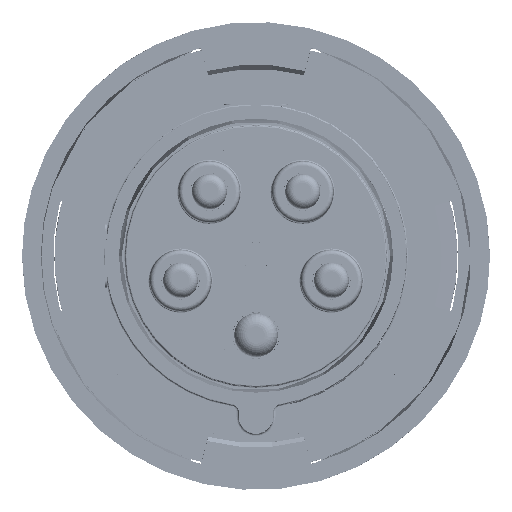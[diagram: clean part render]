
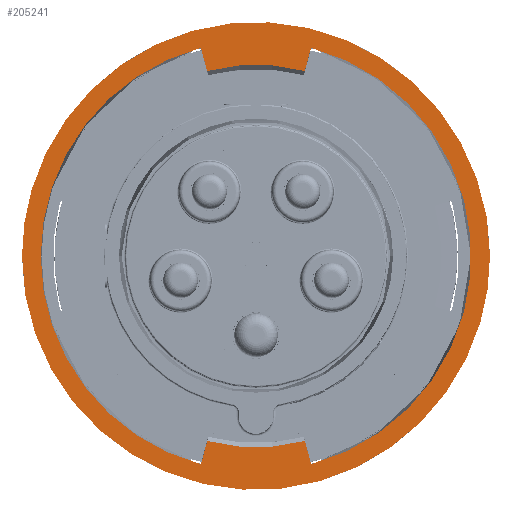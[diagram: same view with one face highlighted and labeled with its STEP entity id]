
A CAD part, top view. The second image highlights one B-rep face of the part: STEP entity #205241.
In plain terms, the highlighted planar face has unit normal (0, 0, 1).
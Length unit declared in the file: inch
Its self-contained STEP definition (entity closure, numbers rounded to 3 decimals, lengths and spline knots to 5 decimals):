
#3279 = CARTESIAN_POINT ( 'NONE',  ( 0., -2.26948, 2.60377 ) ) ;
#9370 = CARTESIAN_POINT ( 'NONE',  ( 2.11882, 0., 2.60377 ) ) ;
#10343 = EDGE_CURVE ( 'NONE', #370999, #561294, #279941, .T. ) ;
#15048 = CARTESIAN_POINT ( 'NONE',  ( 2.11882, 0.22188, 2.60377 ) ) ;
#18654 = CARTESIAN_POINT ( 'NONE',  ( 0., 0., 2.60377 ) ) ;
#21677 = PLANE ( 'NONE',  #158591 ) ;
#31545 = VERTEX_POINT ( 'NONE', #306829 ) ;
#35932 = CARTESIAN_POINT ( 'NONE',  ( 0., 0., 2.60377 ) ) ;
#38484 = DIRECTION ( 'NONE',  ( 1., 0., 0. ) ) ;
#46633 = AXIS2_PLACEMENT_3D ( 'NONE', #266027, #543875, #552854 ) ;
#48156 = VERTEX_POINT ( 'NONE', #206937 ) ;
#49146 = CARTESIAN_POINT ( 'NONE',  ( -1.79929, -1.30088, 2.60377 ) ) ;
#54884 = CARTESIAN_POINT ( 'NONE',  ( 2.06072, 0.66564, 2.60377 ) ) ;
#55224 = CARTESIAN_POINT ( 'NONE',  ( 1.13474, -1.96543, 2.60377 ) ) ;
#78562 = VERTEX_POINT ( 'NONE', #575909 ) ;
#93102 = CARTESIAN_POINT ( 'NONE',  ( 0.3975, -1.50661, 2.60377 ) ) ;
#102678 = CARTESIAN_POINT ( 'NONE',  ( -1.94953, 0., 2.60377 ) ) ;
#104667 = ORIENTED_EDGE ( 'NONE', *, *, #307735, .T. ) ;
#113029 = VERTEX_POINT ( 'NONE', #350038 ) ;
#116308 = DIRECTION ( 'NONE',  ( 1., 0., 0. ) ) ;
#123606 = CARTESIAN_POINT ( 'NONE',  ( -0.4988, 1.88464, 2.60377 ) ) ;
#124125 = DIRECTION ( 'NONE',  ( 0., 0., 1. ) ) ;
#131483 = ORIENTED_EDGE ( 'NONE', *, *, #460225, .T. ) ;
#141920 = ORIENTED_EDGE ( 'NONE', *, *, #432468, .T. ) ;
#143780 = CARTESIAN_POINT ( 'NONE',  ( 2.11882, -0.22188, 2.60377 ) ) ;
#147071 = VERTEX_POINT ( 'NONE', #509453 ) ;
#156127 = EDGE_CURVE ( 'NONE', #48156, #229368, #190219, .T. ) ;
#158591 = AXIS2_PLACEMENT_3D ( 'NONE', #247639, #302460, #116308 ) ;
#165153 = FACE_OUTER_BOUND ( 'NONE', #494458, .T. ) ;
#176357 = DIRECTION ( 'NONE',  ( 0., 0., 1. ) ) ;
#179179 = ORIENTED_EDGE ( 'NONE', *, *, #533902, .T. ) ;
#181486 = CARTESIAN_POINT ( 'NONE',  ( -0.70525, -2.60504, 2.60377 ) ) ;
#189508 = CARTESIAN_POINT ( 'NONE',  ( 1.79929, -1.30088, 2.60377 ) ) ;
#190219 = LINE ( 'NONE', #290914, #577548 ) ;
#195148 = EDGE_CURVE ( 'NONE', #533654, #147071, #408092, .T. ) ;
#199766 = VERTEX_POINT ( 'NONE', #410007 ) ;
#205241 = ADVANCED_FACE ( 'NONE', ( #253691, #165153 ), #21677, .T. ) ;
#206588 = CARTESIAN_POINT ( 'NONE',  ( -0.49783, -1.8849, 2.60377 ) ) ;
#206937 = CARTESIAN_POINT ( 'NONE',  ( -0.4416, -1.67505, 2.60377 ) ) ;
#215588 = ORIENTED_EDGE ( 'NONE', *, *, #156127, .T. ) ;
#227393 = LINE ( 'NONE', #93102, #312344 ) ;
#229368 = VERTEX_POINT ( 'NONE', #206588 ) ;
#233278 = DIRECTION ( 'NONE',  ( 0.259, 0.966, 0. ) ) ;
#241247 = CARTESIAN_POINT ( 'NONE',  ( 0.44257, -1.67479, 2.60377 ) ) ;
#241333 = CARTESIAN_POINT ( 'NONE',  ( 2.06072, -0.66564, 2.60377 ) ) ;
#245952 = CARTESIAN_POINT ( 'NONE',  ( 0.40906, -1.50352, 2.60377 ) ) ;
#247639 = CARTESIAN_POINT ( 'NONE',  ( -2.20357, -2.20357, 2.60377 ) ) ;
#253691 = FACE_BOUND ( 'NONE', #381694, .T. ) ;
#266027 = CARTESIAN_POINT ( 'NONE',  ( 0., 0., 2.60377 ) ) ;
#279941 = CIRCLE ( 'NONE', #523584, 1.94953 ) ;
#283815 = CARTESIAN_POINT ( 'NONE',  ( 1.13474, 1.96543, 2.60377 ) ) ;
#286832 = CARTESIAN_POINT ( 'NONE',  ( -2.06072, 0.66564, 2.60377 ) ) ;
#289871 = CARTESIAN_POINT ( 'NONE',  ( -2.11882, 0.22188, 2.60377 ) ) ;
#290914 = CARTESIAN_POINT ( 'NONE',  ( -0.69176, -2.60866, 2.60377 ) ) ;
#292854 = CARTESIAN_POINT ( 'NONE',  ( -2.11882, 0., 2.60377 ) ) ;
#302460 = DIRECTION ( 'NONE',  ( 0., 0., 1. ) ) ;
#306829 = CARTESIAN_POINT ( 'NONE',  ( 2.11882, 0., 2.60377 ) ) ;
#307735 = EDGE_CURVE ( 'NONE', #533654, #387151, #227393, .T. ) ;
#308436 = DIRECTION ( 'NONE',  ( 0., 0., -1. ) ) ;
#309530 = CARTESIAN_POINT ( 'NONE',  ( 0., 0., 2.60377 ) ) ;
#309813 = CIRCLE ( 'NONE', #46633, 1.73228 ) ;
#312344 = VECTOR ( 'NONE', #557078, 39.37008 ) ;
#316734 = DIRECTION ( 'NONE',  ( 1., 0., 0. ) ) ;
#321105 = B_SPLINE_CURVE_WITH_KNOTS ( 'NONE', 5,
 ( #573723, #15048, #54884, #576690, #283815, #482106, #521873, #564690, #286832, #289871, #292854 ),
 .UNSPECIFIED., .F., .F.,
 ( 6, 1, 1, 1, 1, 1, 6 ),
 ( 0.16763, 0.19557, 0.22351, 0.25145, 0.27939, 0.30733, 0.33527 ),
 .UNSPECIFIED. ) ;
#323035 = AXIS2_PLACEMENT_3D ( 'NONE', #551264, #124125, #38484 ) ;
#329985 = CARTESIAN_POINT ( 'NONE',  ( -2.11882, 0., 2.60377 ) ) ;
#331587 = DIRECTION ( 'NONE',  ( 0.259, -0.966, 0. ) ) ;
#344830 = CIRCLE ( 'NONE', #588400, 1.73228 ) ;
#350038 = CARTESIAN_POINT ( 'NONE',  ( -0.44257, 1.67479, 2.60377 ) ) ;
#358784 = EDGE_CURVE ( 'NONE', #78562, #31545, #429762, .T. ) ;
#366244 = VECTOR ( 'NONE', #331587, 39.37008 ) ;
#370999 = VERTEX_POINT ( 'NONE', #123606 ) ;
#378975 = AXIS2_PLACEMENT_3D ( 'NONE', #309530, #446987, #587384 ) ;
#381694 = EDGE_LOOP ( 'NONE', ( #179179, #141920, #578457, #571857, #104667, #131483, #215588, #427932, #453743 ) ) ;
#387151 = VERTEX_POINT ( 'NONE', #241247 ) ;
#399334 = EDGE_CURVE ( 'NONE', #31545, #78562, #321105, .T. ) ;
#408092 = CIRCLE ( 'NONE', #378975, 1.94953 ) ;
#409629 = EDGE_CURVE ( 'NONE', #199766, #147071, #514142, .T. ) ;
#410007 = CARTESIAN_POINT ( 'NONE',  ( 0.4416, 1.67505, 2.60377 ) ) ;
#423219 = LINE ( 'NONE', #245952, #366244 ) ;
#424622 = CARTESIAN_POINT ( 'NONE',  ( -2.06072, -0.66564, 2.60377 ) ) ;
#427613 = VECTOR ( 'NONE', #233278, 39.37008 ) ;
#427932 = ORIENTED_EDGE ( 'NONE', *, *, #448161, .F. ) ;
#429762 = B_SPLINE_CURVE_WITH_KNOTS ( 'NONE', 5,
 ( #329985, #473432, #424622, #49146, #516179, #3279, #55224, #189508, #241333, #143780, #9370 ),
 .UNSPECIFIED., .F., .F.,
 ( 6, 1, 1, 1, 1, 1, 6 ),
 ( 0., 0.02794, 0.05588, 0.08382, 0.11176, 0.1397, 0.16763 ),
 .UNSPECIFIED. ) ;
#432468 = EDGE_CURVE ( 'NONE', #113029, #199766, #309813, .T. ) ;
#436022 = CARTESIAN_POINT ( 'NONE',  ( 0.4988, -1.88464, 2.60377 ) ) ;
#442876 = DIRECTION ( 'NONE',  ( 1., 0., 0. ) ) ;
#446987 = DIRECTION ( 'NONE',  ( 0., 0., 1. ) ) ;
#448161 = EDGE_CURVE ( 'NONE', #561294, #229368, #508262, .T. ) ;
#453743 = ORIENTED_EDGE ( 'NONE', *, *, #10343, .F. ) ;
#455090 = ORIENTED_EDGE ( 'NONE', *, *, #399334, .T. ) ;
#460225 = EDGE_CURVE ( 'NONE', #387151, #48156, #344830, .T. ) ;
#473432 = CARTESIAN_POINT ( 'NONE',  ( -2.11882, -0.22188, 2.60377 ) ) ;
#482106 = CARTESIAN_POINT ( 'NONE',  ( 0., 2.26948, 2.60377 ) ) ;
#494458 = EDGE_LOOP ( 'NONE', ( #455090, #534114 ) ) ;
#508262 = CIRCLE ( 'NONE', #323035, 1.94953 ) ;
#509453 = CARTESIAN_POINT ( 'NONE',  ( 0.49783, 1.8849, 2.60377 ) ) ;
#514142 = LINE ( 'NONE', #181486, #427613 ) ;
#516179 = CARTESIAN_POINT ( 'NONE',  ( -1.13474, -1.96543, 2.60377 ) ) ;
#521873 = CARTESIAN_POINT ( 'NONE',  ( -1.13474, 1.96543, 2.60377 ) ) ;
#522914 = DIRECTION ( 'NONE',  ( -0.259, -0.966, 0. ) ) ;
#523584 = AXIS2_PLACEMENT_3D ( 'NONE', #35932, #176357, #316734 ) ;
#533654 = VERTEX_POINT ( 'NONE', #436022 ) ;
#533902 = EDGE_CURVE ( 'NONE', #370999, #113029, #423219, .T. ) ;
#534114 = ORIENTED_EDGE ( 'NONE', *, *, #358784, .T. ) ;
#543875 = DIRECTION ( 'NONE',  ( 0., 0., -1. ) ) ;
#551264 = CARTESIAN_POINT ( 'NONE',  ( 0., 0., 2.60377 ) ) ;
#552854 = DIRECTION ( 'NONE',  ( 1., 0., 0. ) ) ;
#557078 = DIRECTION ( 'NONE',  ( -0.259, 0.966, 0. ) ) ;
#561294 = VERTEX_POINT ( 'NONE', #102678 ) ;
#564690 = CARTESIAN_POINT ( 'NONE',  ( -1.79929, 1.30088, 2.60377 ) ) ;
#571857 = ORIENTED_EDGE ( 'NONE', *, *, #195148, .F. ) ;
#573723 = CARTESIAN_POINT ( 'NONE',  ( 2.11882, 0., 2.60377 ) ) ;
#575909 = CARTESIAN_POINT ( 'NONE',  ( -2.11882, 0., 2.60377 ) ) ;
#576690 = CARTESIAN_POINT ( 'NONE',  ( 1.79929, 1.30088, 2.60377 ) ) ;
#577548 = VECTOR ( 'NONE', #522914, 39.37008 ) ;
#578457 = ORIENTED_EDGE ( 'NONE', *, *, #409629, .T. ) ;
#587384 = DIRECTION ( 'NONE',  ( 1., 0., 0. ) ) ;
#588400 = AXIS2_PLACEMENT_3D ( 'NONE', #18654, #308436, #442876 ) ;
